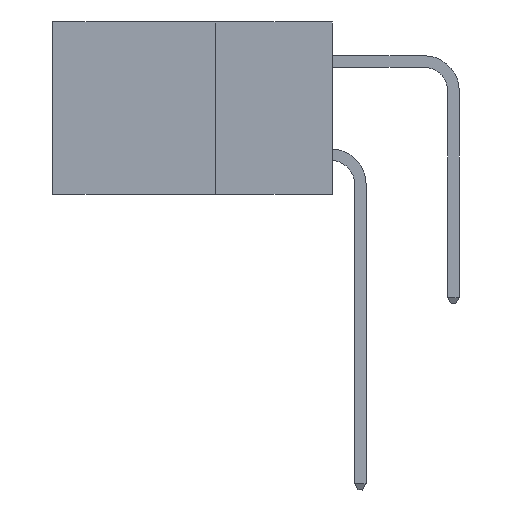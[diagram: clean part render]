
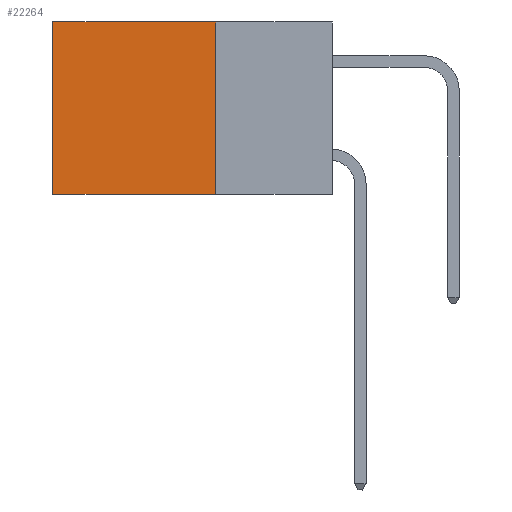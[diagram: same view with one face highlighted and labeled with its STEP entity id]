
A CAD part, left-side view. The second image highlights one B-rep face of the part: STEP entity #22264.
In plain terms, the highlighted planar face has unit normal (-1, 0, 0).
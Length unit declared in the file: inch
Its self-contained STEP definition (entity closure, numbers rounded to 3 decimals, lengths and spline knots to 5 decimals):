
#229 = DIRECTION ( 'NONE',  ( 0., 1., 0. ) ) ;
#631 = EDGE_CURVE ( 'NONE', #21913, #8866, #14842, .T. ) ;
#1411 = ORIENTED_EDGE ( 'NONE', *, *, #1599, .T. ) ;
#1493 = CARTESIAN_POINT ( 'NONE',  ( 0.2615, 0.6, -0.37 ) ) ;
#1599 = EDGE_CURVE ( 'NONE', #9035, #9139, #6453, .T. ) ;
#2571 = ORIENTED_EDGE ( 'NONE', *, *, #16946, .T. ) ;
#3548 = CARTESIAN_POINT ( 'NONE',  ( 0.2615, 0.25, -0.37 ) ) ;
#4165 = EDGE_CURVE ( 'NONE', #9035, #21913, #5096, .T. ) ;
#4193 = EDGE_LOOP ( 'NONE', ( #2571, #23345, #25743, #1411 ) ) ;
#4340 = CARTESIAN_POINT ( 'NONE',  ( 0.2615, 0.25, 0. ) ) ;
#5096 = LINE ( 'NONE', #20776, #11298 ) ;
#6453 = LINE ( 'NONE', #4340, #9201 ) ;
#6560 = DIRECTION ( 'NONE',  ( 0., 0., -1. ) ) ;
#8866 = VERTEX_POINT ( 'NONE', #23693 ) ;
#9035 = VERTEX_POINT ( 'NONE', #14022 ) ;
#9139 = VERTEX_POINT ( 'NONE', #24866 ) ;
#9201 = VECTOR ( 'NONE', #229, 39.37008 ) ;
#11298 = VECTOR ( 'NONE', #6560, 39.37008 ) ;
#11778 = DIRECTION ( 'NONE',  ( 0., 0., -1. ) ) ;
#14022 = CARTESIAN_POINT ( 'NONE',  ( 0.2615, 0.25, 0. ) ) ;
#14842 = LINE ( 'NONE', #20616, #26217 ) ;
#15254 = LINE ( 'NONE', #1493, #18067 ) ;
#16790 = DIRECTION ( 'NONE',  ( 1., 0., 0. ) ) ;
#16946 = EDGE_CURVE ( 'NONE', #9139, #8866, #15254, .T. ) ;
#18067 = VECTOR ( 'NONE', #11778, 39.37008 ) ;
#18738 = DIRECTION ( 'NONE',  ( 0., 1., 0. ) ) ;
#20616 = CARTESIAN_POINT ( 'NONE',  ( 0.2615, 0.25, -0.37 ) ) ;
#20776 = CARTESIAN_POINT ( 'NONE',  ( 0.2615, 0.25, -0.37 ) ) ;
#21068 = FACE_OUTER_BOUND ( 'NONE', #4193, .T. ) ;
#21913 = VERTEX_POINT ( 'NONE', #3548 ) ;
#22264 = ADVANCED_FACE ( 'NONE', ( #21068 ), #23480, .F. ) ;
#22904 = AXIS2_PLACEMENT_3D ( 'NONE', #25091, #16790, #24960 ) ;
#23345 = ORIENTED_EDGE ( 'NONE', *, *, #631, .F. ) ;
#23480 = PLANE ( 'NONE',  #22904 ) ;
#23693 = CARTESIAN_POINT ( 'NONE',  ( 0.2615, 0.6, -0.37 ) ) ;
#24866 = CARTESIAN_POINT ( 'NONE',  ( 0.2615, 0.6, 0. ) ) ;
#24960 = DIRECTION ( 'NONE',  ( 0., 0., -1. ) ) ;
#25091 = CARTESIAN_POINT ( 'NONE',  ( 0.2615, 0.25, -0.37 ) ) ;
#25743 = ORIENTED_EDGE ( 'NONE', *, *, #4165, .F. ) ;
#26217 = VECTOR ( 'NONE', #18738, 39.37008 ) ;
